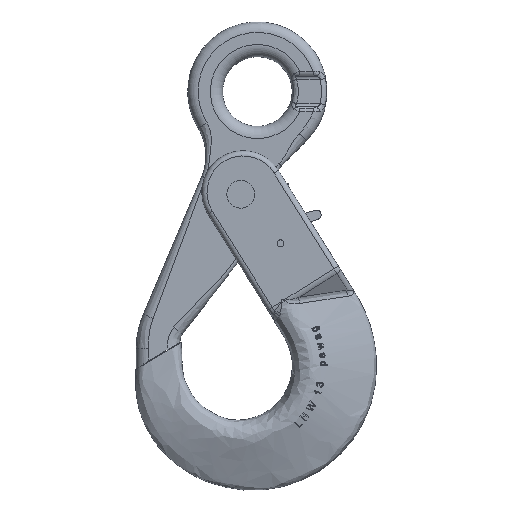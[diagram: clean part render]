
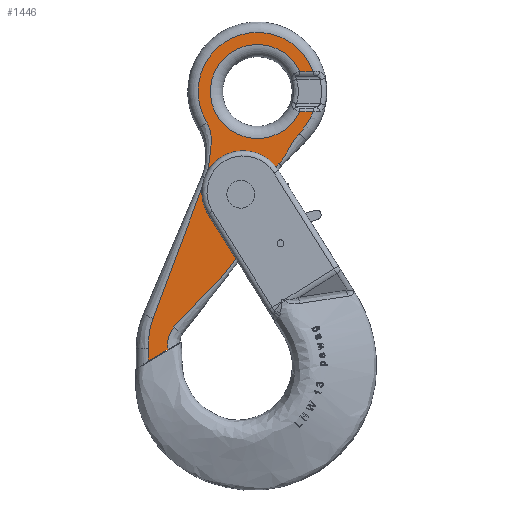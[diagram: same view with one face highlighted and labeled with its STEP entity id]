
A CAD part, top view. The second image highlights one B-rep face of the part: STEP entity #1446.
In plain terms, the highlighted planar face has unit normal (0, 0, 1).
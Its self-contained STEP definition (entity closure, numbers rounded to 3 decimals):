
#809=(
BOUNDED_CURVE()
B_SPLINE_CURVE(3,(#7959,#7960,#7961,#7962,#7963,#7964,#7965,#7966,#7967,
#7968,#7969,#7970),.UNSPECIFIED.,.F.,.F.)
B_SPLINE_CURVE_WITH_KNOTS((4,2,2,2,2,4),(0.,0.25,0.375,0.5,0.75,1.),.UNSPECIFIED.)
CURVE()
GEOMETRIC_REPRESENTATION_ITEM()
RATIONAL_B_SPLINE_CURVE((1.,1.,1.,1.,1.,1.,1.,1.,1.,1.,1.,1.))
REPRESENTATION_ITEM('')
);
#810=(
BOUNDED_CURVE()
B_SPLINE_CURVE(3,(#7972,#7973,#7974,#7975),.UNSPECIFIED.,.F.,.F.)
B_SPLINE_CURVE_WITH_KNOTS((4,4),(0.,1.),.UNSPECIFIED.)
CURVE()
GEOMETRIC_REPRESENTATION_ITEM()
RATIONAL_B_SPLINE_CURVE((1.,1.,1.,1.))
REPRESENTATION_ITEM('')
);
#811=(
BOUNDED_CURVE()
B_SPLINE_CURVE(3,(#7977,#7978,#7979,#7980),.UNSPECIFIED.,.F.,.F.)
B_SPLINE_CURVE_WITH_KNOTS((4,4),(0.,1.),.UNSPECIFIED.)
CURVE()
GEOMETRIC_REPRESENTATION_ITEM()
RATIONAL_B_SPLINE_CURVE((1.,1.,1.,1.))
REPRESENTATION_ITEM('')
);
#812=(
BOUNDED_CURVE()
B_SPLINE_CURVE(3,(#7981,#7982,#7983,#7984,#7985,#7986),.UNSPECIFIED.,.F.,
.F.)
B_SPLINE_CURVE_WITH_KNOTS((4,2,4),(0.,0.522,1.),.UNSPECIFIED.)
CURVE()
GEOMETRIC_REPRESENTATION_ITEM()
RATIONAL_B_SPLINE_CURVE((1.,1.,1.,1.,1.,1.))
REPRESENTATION_ITEM('')
);
#813=(
BOUNDED_CURVE()
B_SPLINE_CURVE(3,(#7988,#7989,#7990,#7991,#7992,#7993,#7994),.UNSPECIFIED.,
.F.,.F.)
B_SPLINE_CURVE_WITH_KNOTS((4,3,4),(0.,0.801,1.),.UNSPECIFIED.)
CURVE()
GEOMETRIC_REPRESENTATION_ITEM()
RATIONAL_B_SPLINE_CURVE((1.,1.,1.,1.,1.,1.,1.))
REPRESENTATION_ITEM('')
);
#814=(
BOUNDED_CURVE()
B_SPLINE_CURVE(3,(#8006,#8007,#8008,#8009),.UNSPECIFIED.,.F.,.F.)
B_SPLINE_CURVE_WITH_KNOTS((4,4),(0.,1.),.UNSPECIFIED.)
CURVE()
GEOMETRIC_REPRESENTATION_ITEM()
RATIONAL_B_SPLINE_CURVE((1.,1.,1.,1.))
REPRESENTATION_ITEM('')
);
#836=LINE('',#7411,#1084);
#842=LINE('',#7646,#1090);
#844=LINE('',#7655,#1092);
#845=LINE('',#7661,#1093);
#846=LINE('',#7685,#1094);
#853=LINE('',#7955,#1101);
#854=LINE('',#7998,#1102);
#855=LINE('',#7999,#1103);
#856=LINE('',#8001,#1104);
#857=LINE('',#8013,#1105);
#1084=VECTOR('',#6114,1.);
#1090=VECTOR('',#6150,1.);
#1092=VECTOR('',#6156,1.);
#1093=VECTOR('',#6161,1.);
#1094=VECTOR('',#6166,1.);
#1101=VECTOR('',#6221,1.);
#1102=VECTOR('',#6226,1.);
#1103=VECTOR('',#6227,1.);
#1104=VECTOR('',#6228,1.);
#1105=VECTOR('',#6235,1.);
#1446=ADVANCED_FACE('',(#1921),#1734,.F.);
#1734=PLANE('',#5792);
#1921=FACE_OUTER_BOUND('',#2240,.T.);
#2240=EDGE_LOOP('',(#2780,#2781,#2782,#2783,#2784,#2785,#2786,#2787,#2788,
#2789,#2790,#2791,#2792,#2793,#2794,#2795,#2796,#2797,#2798,#2799,#2800,
#2801));
#2780=ORIENTED_EDGE('',*,*,#4779,.F.);
#2781=ORIENTED_EDGE('',*,*,#4875,.F.);
#2782=ORIENTED_EDGE('',*,*,#4876,.F.);
#2783=ORIENTED_EDGE('',*,*,#4877,.F.);
#2784=ORIENTED_EDGE('',*,*,#4878,.F.);
#2785=ORIENTED_EDGE('',*,*,#4879,.F.);
#2786=ORIENTED_EDGE('',*,*,#4837,.F.);
#2787=ORIENTED_EDGE('',*,*,#4812,.F.);
#2788=ORIENTED_EDGE('',*,*,#4880,.F.);
#2789=ORIENTED_EDGE('',*,*,#4881,.F.);
#2790=ORIENTED_EDGE('',*,*,#4882,.T.);
#2791=ORIENTED_EDGE('',*,*,#4883,.F.);
#2792=ORIENTED_EDGE('',*,*,#4843,.T.);
#2793=ORIENTED_EDGE('',*,*,#4884,.F.);
#2794=ORIENTED_EDGE('',*,*,#4885,.F.);
#2795=ORIENTED_EDGE('',*,*,#4840,.T.);
#2796=ORIENTED_EDGE('',*,*,#4846,.T.);
#2797=ORIENTED_EDGE('',*,*,#4886,.F.);
#2798=ORIENTED_EDGE('',*,*,#4887,.F.);
#2799=ORIENTED_EDGE('',*,*,#4888,.F.);
#2800=ORIENTED_EDGE('',*,*,#4889,.F.);
#2801=ORIENTED_EDGE('',*,*,#4890,.F.);
#4240=VERTEX_POINT('',#7202);
#4241=VERTEX_POINT('',#7204);
#4261=VERTEX_POINT('',#7410);
#4262=VERTEX_POINT('',#7412);
#4272=VERTEX_POINT('',#7647);
#4273=VERTEX_POINT('',#7654);
#4274=VERTEX_POINT('',#7656);
#4276=VERTEX_POINT('',#7660);
#4277=VERTEX_POINT('',#7662);
#4278=VERTEX_POINT('',#7684);
#4291=VERTEX_POINT('',#7956);
#4292=VERTEX_POINT('',#7958);
#4293=VERTEX_POINT('',#7971);
#4294=VERTEX_POINT('',#7976);
#4295=VERTEX_POINT('',#7987);
#4296=VERTEX_POINT('',#7995);
#4297=VERTEX_POINT('',#7997);
#4298=VERTEX_POINT('',#8000);
#4299=VERTEX_POINT('',#8003);
#4300=VERTEX_POINT('',#8005);
#4301=VERTEX_POINT('',#8010);
#4302=VERTEX_POINT('',#8012);
#4779=EDGE_CURVE('',#4240,#4241,#5585,.T.);
#4812=EDGE_CURVE('',#4261,#4262,#836,.T.);
#4837=EDGE_CURVE('',#4262,#4272,#842,.T.);
#4840=EDGE_CURVE('',#4274,#4273,#844,.T.);
#4843=EDGE_CURVE('',#4277,#4276,#845,.T.);
#4846=EDGE_CURVE('',#4273,#4278,#846,.T.);
#4875=EDGE_CURVE('',#4291,#4240,#853,.T.);
#4876=EDGE_CURVE('',#4292,#4291,#5609,.T.);
#4877=EDGE_CURVE('',#4293,#4292,#809,.T.);
#4878=EDGE_CURVE('',#4294,#4293,#810,.T.);
#4879=EDGE_CURVE('',#4272,#4294,#811,.T.);
#4880=EDGE_CURVE('',#4295,#4261,#812,.T.);
#4881=EDGE_CURVE('',#4296,#4295,#813,.T.);
#4882=EDGE_CURVE('',#4296,#4297,#5610,.T.);
#4883=EDGE_CURVE('',#4277,#4297,#854,.T.);
#4884=EDGE_CURVE('',#4298,#4276,#855,.T.);
#4885=EDGE_CURVE('',#4274,#4298,#856,.T.);
#4886=EDGE_CURVE('',#4299,#4278,#5611,.T.);
#4887=EDGE_CURVE('',#4300,#4299,#5612,.T.);
#4888=EDGE_CURVE('',#4301,#4300,#814,.T.);
#4889=EDGE_CURVE('',#4302,#4301,#5613,.T.);
#4890=EDGE_CURVE('',#4241,#4302,#857,.T.);
#5585=CIRCLE('',#5723,27.);
#5609=CIRCLE('',#5787,34.);
#5610=CIRCLE('',#5788,22.);
#5611=CIRCLE('',#5789,45.577);
#5612=CIRCLE('',#5790,8.);
#5613=CIRCLE('',#5791,34.);
#5723=AXIS2_PLACEMENT_3D('',#7203,#6069,#6070);
#5787=AXIS2_PLACEMENT_3D('',#7957,#6222,#6223);
#5788=AXIS2_PLACEMENT_3D('',#7996,#6224,#6225);
#5789=AXIS2_PLACEMENT_3D('',#8002,#6229,#6230);
#5790=AXIS2_PLACEMENT_3D('',#8004,#6231,#6232);
#5791=AXIS2_PLACEMENT_3D('',#8011,#6233,#6234);
#5792=AXIS2_PLACEMENT_3D('',#8014,#6236,#6237);
#6069=DIRECTION('',(0.,0.,1.));
#6070=DIRECTION('',(1.,0.,0.));
#6114=DIRECTION('',(-0.857,-0.515,0.));
#6150=DIRECTION('',(0.,1.,0.));
#6156=DIRECTION('',(0.391,0.921,0.));
#6161=DIRECTION('',(0.391,0.921,0.));
#6166=DIRECTION('',(0.999,0.035,0.));
#6221=DIRECTION('',(-1.,0.,0.));
#6222=DIRECTION('',(0.,0.,-1.));
#6223=DIRECTION('',(1.,0.,0.));
#6224=DIRECTION('',(0.,0.,-1.));
#6225=DIRECTION('',(1.,0.,0.));
#6226=DIRECTION('',(-1.,0.,0.));
#6227=DIRECTION('',(-0.342,-0.94,0.));
#6228=DIRECTION('',(-1.,0.,0.));
#6229=DIRECTION('',(0.,0.,-1.));
#6230=DIRECTION('',(1.,0.,0.));
#6231=DIRECTION('',(0.,0.,1.));
#6232=DIRECTION('',(1.,0.,0.));
#6233=DIRECTION('',(0.,0.,-1.));
#6234=DIRECTION('',(1.,0.,0.));
#6235=DIRECTION('',(1.,0.,0.));
#6236=DIRECTION('',(0.,0.,-1.));
#6237=DIRECTION('',(1.,0.,0.));
#7202=CARTESIAN_POINT('',(35.964,168.475,7.));
#7203=CARTESIAN_POINT('',(11.524,157.,7.));
#7204=CARTESIAN_POINT('',(35.964,145.525,7.));
#7410=CARTESIAN_POINT('',(-39.746,8.933,7.));
#7411=CARTESIAN_POINT('',(-32.976,13.,7.));
#7412=CARTESIAN_POINT('',(-50.976,2.185,7.));
#7646=CARTESIAN_POINT('',(-50.976,13.,7.));
#7647=CARTESIAN_POINT('',(-50.976,9.615,7.));
#7654=CARTESIAN_POINT('',(21.254,87.,7.));
#7655=CARTESIAN_POINT('',(-12.419,7.67,7.));
#7656=CARTESIAN_POINT('',(20.83,86.,7.));
#7660=CARTESIAN_POINT('',(20.67,85.623,7.));
#7661=CARTESIAN_POINT('',(-12.419,7.67,7.));
#7662=CARTESIAN_POINT('',(18.283,80.,7.));
#7684=CARTESIAN_POINT('',(23.716,87.086,7.));
#7685=CARTESIAN_POINT('',(-27.501,85.297,7.));
#7955=CARTESIAN_POINT('',(36.447,168.475,7.));
#7956=CARTESIAN_POINT('',(43.529,168.475,7.));
#7957=CARTESIAN_POINT('',(11.524,157.,7.));
#7958=CARTESIAN_POINT('',(-17.376,139.089,7.));
#7959=CARTESIAN_POINT('',(-18.139,107.46,7.));
#7960=CARTESIAN_POINT('',(-17.125,109.847,7.));
#7961=CARTESIAN_POINT('',(-16.63,112.401,7.));
#7962=CARTESIAN_POINT('',(-16.183,116.212,7.));
#7963=CARTESIAN_POINT('',(-16.103,117.481,7.));
#7964=CARTESIAN_POINT('',(-15.822,120.025,7.));
#7965=CARTESIAN_POINT('',(-15.633,121.307,7.));
#7966=CARTESIAN_POINT('',(-15.092,125.259,7.));
#7967=CARTESIAN_POINT('',(-14.773,128.061,7.));
#7968=CARTESIAN_POINT('',(-15.152,133.76,7.));
#7969=CARTESIAN_POINT('',(-15.858,136.64,7.));
#7970=CARTESIAN_POINT('',(-17.376,139.089,7.));
#7971=CARTESIAN_POINT('',(-18.139,107.46,7.));
#7972=CARTESIAN_POINT('',(-48.356,26.755,7.));
#7973=CARTESIAN_POINT('',(-37.143,53.172,7.));
#7974=CARTESIAN_POINT('',(-29.352,81.043,7.));
#7975=CARTESIAN_POINT('',(-18.139,107.46,7.));
#7976=CARTESIAN_POINT('',(-48.356,26.755,7.));
#7977=CARTESIAN_POINT('',(-50.976,9.615,7.));
#7978=CARTESIAN_POINT('',(-50.976,15.322,7.));
#7979=CARTESIAN_POINT('',(-50.671,21.302,7.));
#7980=CARTESIAN_POINT('',(-48.356,26.755,7.));
#7981=CARTESIAN_POINT('',(-36.445,21.84,7.));
#7982=CARTESIAN_POINT('',(-37.863,20.,7.));
#7983=CARTESIAN_POINT('',(-38.964,17.876,7.));
#7984=CARTESIAN_POINT('',(-40.09,13.439,7.));
#7985=CARTESIAN_POINT('',(-40.175,11.161,7.));
#7986=CARTESIAN_POINT('',(-39.746,8.933,7.));
#7987=CARTESIAN_POINT('',(-36.445,21.84,7.));
#7988=CARTESIAN_POINT('',(107.914,201.79,7.));
#7989=CARTESIAN_POINT('',(70.3,152.991,7.));
#7990=CARTESIAN_POINT('',(32.686,104.191,7.));
#7991=CARTESIAN_POINT('',(-4.928,55.391,7.));
#7992=CARTESIAN_POINT('',(-14.251,43.296,7.));
#7993=CARTESIAN_POINT('',(-27.122,33.935,7.));
#7994=CARTESIAN_POINT('',(-36.445,21.84,7.));
#7995=CARTESIAN_POINT('',(13.4,79.17,7.));
#7996=CARTESIAN_POINT('',(2.024,98.,7.));
#7997=CARTESIAN_POINT('',(14.673,80.,7.));
#7998=CARTESIAN_POINT('',(-24.976,80.,7.));
#7999=CARTESIAN_POINT('',(-8.01,6.825,7.));
#8000=CARTESIAN_POINT('',(20.807,86.,7.));
#8001=CARTESIAN_POINT('',(-24.976,86.,7.));
#8002=CARTESIAN_POINT('',(-17.976,105.5,7.));
#8003=CARTESIAN_POINT('',(27.487,102.278,7.));
#8004=CARTESIAN_POINT('',(29.578,110.,7.));
#8005=CARTESIAN_POINT('',(23.921,115.657,7.));
#8006=CARTESIAN_POINT('',(35.565,132.958,7.));
#8007=CARTESIAN_POINT('',(30.741,128.134,7.));
#8008=CARTESIAN_POINT('',(28.745,120.481,7.));
#8009=CARTESIAN_POINT('',(23.921,115.657,7.));
#8010=CARTESIAN_POINT('',(35.565,132.958,7.));
#8011=CARTESIAN_POINT('',(11.524,157.,7.));
#8012=CARTESIAN_POINT('',(43.529,145.525,7.));
#8013=CARTESIAN_POINT('',(43.899,145.525,7.));
#8014=CARTESIAN_POINT('',(-24.976,13.,7.));
